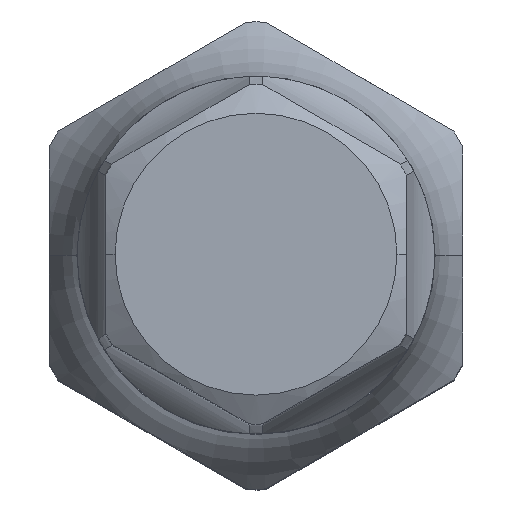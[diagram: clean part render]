
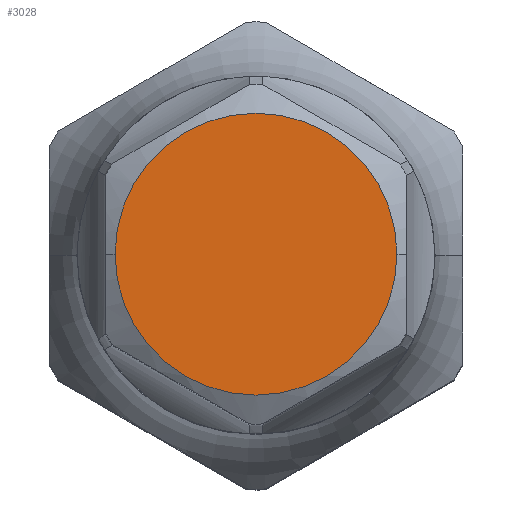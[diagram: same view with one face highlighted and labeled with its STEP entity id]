
A CAD part, top view. The second image highlights one B-rep face of the part: STEP entity #3028.
In plain terms, the highlighted planar face has unit normal (0, 0, 1).
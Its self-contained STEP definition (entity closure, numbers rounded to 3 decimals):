
#1636=CARTESIAN_POINT('',(0.,0.,35.));
#1637=DIRECTION('',(0.,0.,1.));
#1638=DIRECTION('',(1.,0.,0.));
#1639=AXIS2_PLACEMENT_3D('',#1636,#1637,#1638);
#1644=CARTESIAN_POINT('',(0.,0.,35.));
#1645=DIRECTION('',(0.,0.,1.));
#1646=DIRECTION('',(-1.,0.,0.));
#1647=AXIS2_PLACEMENT_3D('',#1644,#1645,#1646);
#1695=CARTESIAN_POINT('',(-3.75,0.,35.));
#1697=VERTEX_POINT('',#1695);
#1698=CARTESIAN_POINT('',(3.75,0.,35.));
#1699=VERTEX_POINT('',#1698);
#3019=CARTESIAN_POINT('',(0.,4.619,35.));
#3020=DIRECTION('',(0.,0.,1.));
#3021=DIRECTION('',(1.,0.,0.));
#3022=AXIS2_PLACEMENT_3D('',#3019,#3020,#3021);
#3023=PLANE('',#3022);
#3024=ORIENTED_EDGE('',*,*,#2726,.F.);
#3025=ORIENTED_EDGE('',*,*,#2971,.F.);
#3026=EDGE_LOOP('',(#3024,#3025));
#3027=FACE_OUTER_BOUND('',#3026,.F.);
#3028=ADVANCED_FACE('',(#3027),#3023,.T.);
#1640=CIRCLE('',#1639,3.75);
#1648=CIRCLE('',#1647,3.75);
#2726=EDGE_CURVE('',#1699,#1697,#1640,.T.);
#2971=EDGE_CURVE('',#1697,#1699,#1648,.T.);
